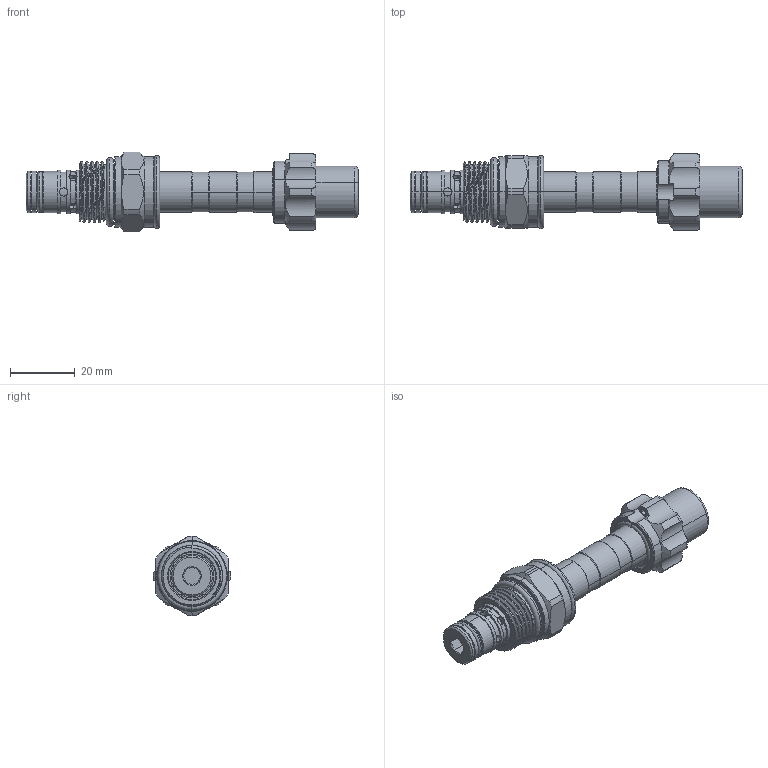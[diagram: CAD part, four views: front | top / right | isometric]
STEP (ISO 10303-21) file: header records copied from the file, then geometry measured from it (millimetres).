
FILE_DESCRIPTION (( 'STEP AP203' ), '1' );
FILE_NAME ('EP08W2A05MC04.STEP', '2016-08-12T07:02:47', ( '' ), ( '' ), 'SwSTEP 2.0', 'SolidWorks 2012', '' );
FILE_SCHEMA (( 'CONFIG_CONTROL_DESIGN' ));
Length unit declared in the file: millimetre
Products named in the file (1): EP08W2A05MC04
Bounding box: 102.43 x 23.79 x 24.65 mm (x, y, z)
Volume: 21548.1 mm3; surface area: 8839.1 mm2
Topology: 6 solids, 6 shells, 278 faces, 690 edges, 419 vertices
Faces by surface type: cylinder 122, plane 62, torus 52, cone 33, bspline 9
Entity records: 10275 total; most frequent: CARTESIAN_POINT 3789, DIRECTION 1358, ORIENTED_EDGE 1356, EDGE_CURVE 678, AXIS2_PLACEMENT_3D 578, VERTEX_POINT 419, CIRCLE 308, EDGE_LOOP 297
